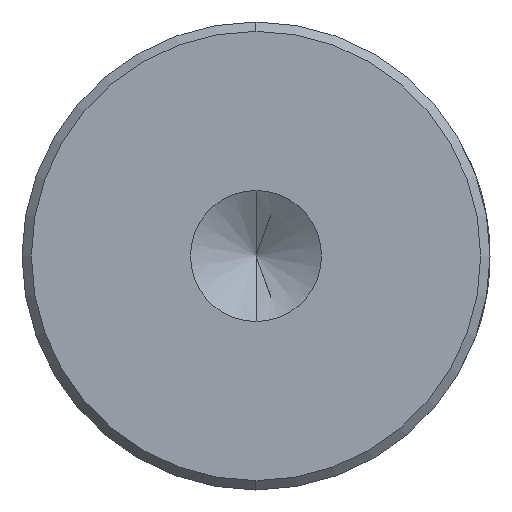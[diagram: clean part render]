
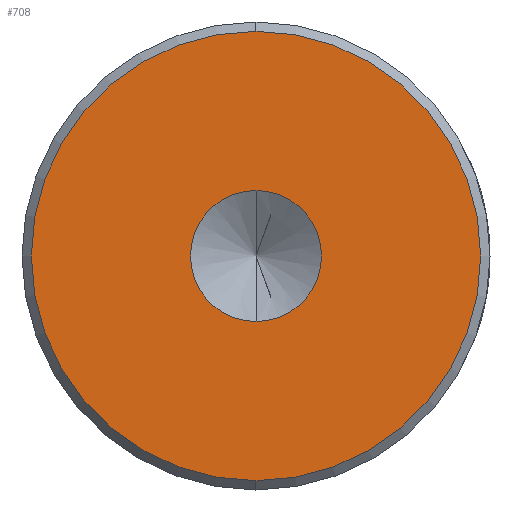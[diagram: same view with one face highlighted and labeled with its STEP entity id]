
A CAD part, left-side view. The second image highlights one B-rep face of the part: STEP entity #708.
In plain terms, the highlighted planar face has unit normal (-1, 0, 0).
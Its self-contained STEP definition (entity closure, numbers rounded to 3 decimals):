
#21 = EDGE_LOOP ( 'NONE', ( #1328, #491 ) ) ;
#25 = CARTESIAN_POINT ( 'NONE',  ( 0., 0., -3.5 ) ) ;
#61 = ORIENTED_EDGE ( 'NONE', *, *, #1123, .F. ) ;
#218 = CARTESIAN_POINT ( 'NONE',  ( 0., 0., 0. ) ) ;
#234 = CARTESIAN_POINT ( 'NONE',  ( 0., 0., 0. ) ) ;
#244 = CARTESIAN_POINT ( 'NONE',  ( 0., 0., 0. ) ) ;
#329 = DIRECTION ( 'NONE',  ( 0., 0., 1. ) ) ;
#333 = CIRCLE ( 'NONE', #877, 12.001 ) ;
#353 = DIRECTION ( 'NONE',  ( 0., 0., 1. ) ) ;
#357 = DIRECTION ( 'NONE',  ( -1., 0., 0. ) ) ;
#361 = DIRECTION ( 'NONE',  ( 0., 0., 1. ) ) ;
#395 = CIRCLE ( 'NONE', #1247, 12.001 ) ;
#442 = CARTESIAN_POINT ( 'NONE',  ( 0., 0., 3.5 ) ) ;
#444 = CARTESIAN_POINT ( 'NONE',  ( 0., 0., -12.001 ) ) ;
#453 = DIRECTION ( 'NONE',  ( -1., 0., 0. ) ) ;
#491 = ORIENTED_EDGE ( 'NONE', *, *, #748, .T. ) ;
#554 = CARTESIAN_POINT ( 'NONE',  ( 0., 0., 12.001 ) ) ;
#588 = VERTEX_POINT ( 'NONE', #442 ) ;
#631 = EDGE_LOOP ( 'NONE', ( #61, #824 ) ) ;
#708 = ADVANCED_FACE ( 'NONE', ( #1207, #973 ), #1260, .T. ) ;
#748 = EDGE_CURVE ( 'NONE', #752, #1304, #395, .T. ) ;
#752 = VERTEX_POINT ( 'NONE', #554 ) ;
#763 = AXIS2_PLACEMENT_3D ( 'NONE', #968, #357, #1065 ) ;
#820 = VERTEX_POINT ( 'NONE', #25 ) ;
#824 = ORIENTED_EDGE ( 'NONE', *, *, #1076, .F. ) ;
#877 = AXIS2_PLACEMENT_3D ( 'NONE', #218, #943, #329 ) ;
#943 = DIRECTION ( 'NONE',  ( -1., 0., 0. ) ) ;
#963 = DIRECTION ( 'NONE',  ( -1., 0., 0. ) ) ;
#968 = CARTESIAN_POINT ( 'NONE',  ( 0., 0., 0. ) ) ;
#971 = DIRECTION ( 'NONE',  ( -1., 0., 0. ) ) ;
#973 = FACE_BOUND ( 'NONE', #631, .T. ) ;
#1048 = CARTESIAN_POINT ( 'NONE',  ( 0., 0., 0. ) ) ;
#1065 = DIRECTION ( 'NONE',  ( 0., 0., 1. ) ) ;
#1076 = EDGE_CURVE ( 'NONE', #820, #588, #1192, .T. ) ;
#1094 = AXIS2_PLACEMENT_3D ( 'NONE', #1048, #453, #1158 ) ;
#1123 = EDGE_CURVE ( 'NONE', #588, #820, #1153, .T. ) ;
#1153 = CIRCLE ( 'NONE', #763, 3.5 ) ;
#1158 = DIRECTION ( 'NONE',  ( 0., 0., 1. ) ) ;
#1189 = AXIS2_PLACEMENT_3D ( 'NONE', #234, #963, #353 ) ;
#1192 = CIRCLE ( 'NONE', #1094, 3.5 ) ;
#1207 = FACE_OUTER_BOUND ( 'NONE', #21, .T. ) ;
#1247 = AXIS2_PLACEMENT_3D ( 'NONE', #244, #971, #361 ) ;
#1259 = EDGE_CURVE ( 'NONE', #1304, #752, #333, .T. ) ;
#1260 = PLANE ( 'NONE',  #1189 ) ;
#1304 = VERTEX_POINT ( 'NONE', #444 ) ;
#1328 = ORIENTED_EDGE ( 'NONE', *, *, #1259, .T. ) ;
